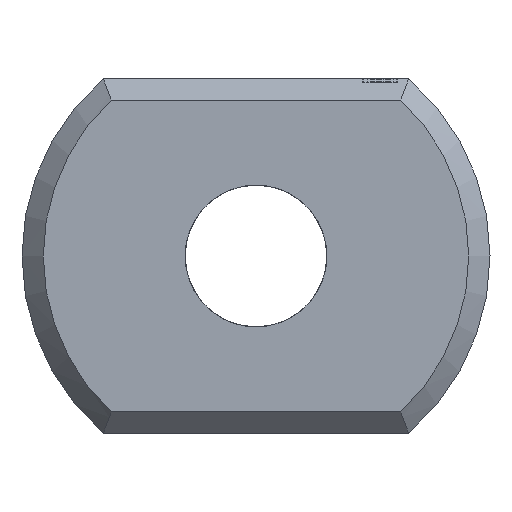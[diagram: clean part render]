
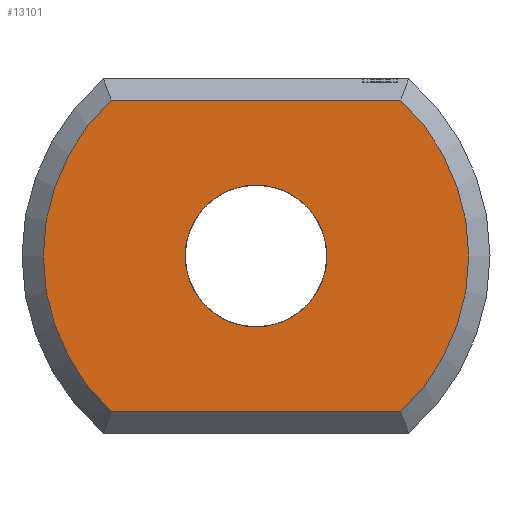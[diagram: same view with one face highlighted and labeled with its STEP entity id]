
A CAD part, left-side view. The second image highlights one B-rep face of the part: STEP entity #13101.
In plain terms, the highlighted planar face has unit normal (-1, 0, 0).
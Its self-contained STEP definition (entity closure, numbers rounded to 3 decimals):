
#298 = PLANE('',#299);
#299 = AXIS2_PLACEMENT_3D('',#300,#301,#302);
#300 = CARTESIAN_POINT('',(0.15,-2.154,-2.35));
#301 = DIRECTION('',(-0.707,0.,-0.707));
#302 = DIRECTION('',(0.,-1.,0.));
#725 = CONICAL_SURFACE('',#726,3.3,0.785);
#726 = AXIS2_PLACEMENT_3D('',#727,#728,#729);
#727 = CARTESIAN_POINT('',(0.3,0.,0.));
#728 = DIRECTION('',(1.,0.,0.));
#729 = DIRECTION('',(0.,0.653,-0.758));
#872 = CONICAL_SURFACE('',#873,3.3,0.785);
#873 = AXIS2_PLACEMENT_3D('',#874,#875,#876);
#874 = CARTESIAN_POINT('',(0.3,0.,0.));
#875 = DIRECTION('',(1.,0.,0.));
#876 = DIRECTION('',(0.,-0.653,0.758));
#909 = VERTEX_POINT('',#910);
#910 = CARTESIAN_POINT('',(0.,-2.04,-2.2));
#937 = VERTEX_POINT('',#938);
#938 = CARTESIAN_POINT('',(0.,2.04,-2.2));
#963 = EDGE_CURVE('',#909,#937,#964,.T.);
#964 = SURFACE_CURVE('',#965,(#969,#976),.PCURVE_S1.);
#965 = LINE('',#966,#967);
#966 = CARTESIAN_POINT('',(0.,-2.154,-2.2));
#967 = VECTOR('',#968,1.);
#968 = DIRECTION('',(0.,1.,0.));
#969 = PCURVE('',#298,#970);
#970 = DEFINITIONAL_REPRESENTATION('',(#971),#975);
#971 = LINE('',#972,#973);
#972 = CARTESIAN_POINT('',(0.,0.212));
#973 = VECTOR('',#974,1.);
#974 = DIRECTION('',(-1.,0.));
#975 = ( GEOMETRIC_REPRESENTATION_CONTEXT(2) 
PARAMETRIC_REPRESENTATION_CONTEXT() REPRESENTATION_CONTEXT('2D SPACE',''
  ) );
#976 = PCURVE('',#977,#982);
#977 = PLANE('',#978);
#978 = AXIS2_PLACEMENT_3D('',#979,#980,#981);
#979 = CARTESIAN_POINT('',(0.,0.,
    0.));
#980 = DIRECTION('',(1.,0.,0.));
#981 = DIRECTION('',(0.,0.,1.));
#982 = DEFINITIONAL_REPRESENTATION('',(#983),#987);
#983 = LINE('',#984,#985);
#984 = CARTESIAN_POINT('',(-2.2,2.154));
#985 = VECTOR('',#986,1.);
#986 = DIRECTION('',(0.,-1.));
#987 = ( GEOMETRIC_REPRESENTATION_CONTEXT(2) 
PARAMETRIC_REPRESENTATION_CONTEXT() REPRESENTATION_CONTEXT('2D SPACE',''
  ) );
#1763 = PLANE('',#1764);
#1764 = AXIS2_PLACEMENT_3D('',#1765,#1766,#1767);
#1765 = CARTESIAN_POINT('',(0.15,-2.154,2.35));
#1766 = DIRECTION('',(0.707,0.,-0.707
    ));
#1767 = DIRECTION('',(0.,-1.,0.));
#12888 = VERTEX_POINT('',#12889);
#12889 = CARTESIAN_POINT('',(0.,2.04,2.2));
#12914 = EDGE_CURVE('',#937,#12888,#12915,.T.);
#12915 = SURFACE_CURVE('',#12916,(#12921,#12928),.PCURVE_S1.);
#12916 = CIRCLE('',#12917,3.);
#12917 = AXIS2_PLACEMENT_3D('',#12918,#12919,#12920);
#12918 = CARTESIAN_POINT('',(0.,0.,
    0.));
#12919 = DIRECTION('',(1.,0.,0.));
#12920 = DIRECTION('',(0.,0.653,-0.758)
  );
#12921 = PCURVE('',#725,#12922);
#12922 = DEFINITIONAL_REPRESENTATION('',(#12923),#12927);
#12923 = LINE('',#12924,#12925);
#12924 = CARTESIAN_POINT('',(0.,-0.3));
#12925 = VECTOR('',#12926,1.);
#12926 = DIRECTION('',(1.,-0.));
#12927 = ( GEOMETRIC_REPRESENTATION_CONTEXT(2) 
PARAMETRIC_REPRESENTATION_CONTEXT() REPRESENTATION_CONTEXT('2D SPACE',''
  ) );
#12928 = PCURVE('',#977,#12929);
#12929 = DEFINITIONAL_REPRESENTATION('',(#12930),#12934);
#12930 = CIRCLE('',#12931,3.);
#12931 = AXIS2_PLACEMENT_2D('',#12932,#12933);
#12932 = CARTESIAN_POINT('',(0.,0.));
#12933 = DIRECTION('',(-0.758,-0.653));
#12934 = ( GEOMETRIC_REPRESENTATION_CONTEXT(2) 
PARAMETRIC_REPRESENTATION_CONTEXT() REPRESENTATION_CONTEXT('2D SPACE',''
  ) );
#13052 = VERTEX_POINT('',#13053);
#13053 = CARTESIAN_POINT('',(0.,-2.04,2.2));
#13080 = EDGE_CURVE('',#13052,#909,#13081,.T.);
#13081 = SURFACE_CURVE('',#13082,(#13087,#13094),.PCURVE_S1.);
#13082 = CIRCLE('',#13083,3.);
#13083 = AXIS2_PLACEMENT_3D('',#13084,#13085,#13086);
#13084 = CARTESIAN_POINT('',(0.,0.,
    0.));
#13085 = DIRECTION('',(1.,0.,0.));
#13086 = DIRECTION('',(0.,-0.653,0.758)
  );
#13087 = PCURVE('',#872,#13088);
#13088 = DEFINITIONAL_REPRESENTATION('',(#13089),#13093);
#13089 = LINE('',#13090,#13091);
#13090 = CARTESIAN_POINT('',(0.,-0.3));
#13091 = VECTOR('',#13092,1.);
#13092 = DIRECTION('',(1.,-0.));
#13093 = ( GEOMETRIC_REPRESENTATION_CONTEXT(2) 
PARAMETRIC_REPRESENTATION_CONTEXT() REPRESENTATION_CONTEXT('2D SPACE',''
  ) );
#13094 = PCURVE('',#977,#13095);
#13095 = DEFINITIONAL_REPRESENTATION('',(#13096),#13100);
#13096 = CIRCLE('',#13097,3.);
#13097 = AXIS2_PLACEMENT_2D('',#13098,#13099);
#13098 = CARTESIAN_POINT('',(0.,0.));
#13099 = DIRECTION('',(0.758,0.653));
#13100 = ( GEOMETRIC_REPRESENTATION_CONTEXT(2) 
PARAMETRIC_REPRESENTATION_CONTEXT() REPRESENTATION_CONTEXT('2D SPACE',''
  ) );
#13101 = ADVANCED_FACE('',(#13102,#13128),#977,.F.);
#13102 = FACE_BOUND('',#13103,.F.);
#13103 = EDGE_LOOP('',(#13104,#13105,#13126,#13127));
#13104 = ORIENTED_EDGE('',*,*,#12914,.T.);
#13105 = ORIENTED_EDGE('',*,*,#13106,.F.);
#13106 = EDGE_CURVE('',#13052,#12888,#13107,.T.);
#13107 = SURFACE_CURVE('',#13108,(#13112,#13119),.PCURVE_S1.);
#13108 = LINE('',#13109,#13110);
#13109 = CARTESIAN_POINT('',(0.,-2.154,2.2));
#13110 = VECTOR('',#13111,1.);
#13111 = DIRECTION('',(0.,1.,0.));
#13112 = PCURVE('',#977,#13113);
#13113 = DEFINITIONAL_REPRESENTATION('',(#13114),#13118);
#13114 = LINE('',#13115,#13116);
#13115 = CARTESIAN_POINT('',(2.2,2.154));
#13116 = VECTOR('',#13117,1.);
#13117 = DIRECTION('',(0.,-1.));
#13118 = ( GEOMETRIC_REPRESENTATION_CONTEXT(2) 
PARAMETRIC_REPRESENTATION_CONTEXT() REPRESENTATION_CONTEXT('2D SPACE',''
  ) );
#13119 = PCURVE('',#1763,#13120);
#13120 = DEFINITIONAL_REPRESENTATION('',(#13121),#13125);
#13121 = LINE('',#13122,#13123);
#13122 = CARTESIAN_POINT('',(0.,0.212));
#13123 = VECTOR('',#13124,1.);
#13124 = DIRECTION('',(-1.,0.));
#13125 = ( GEOMETRIC_REPRESENTATION_CONTEXT(2) 
PARAMETRIC_REPRESENTATION_CONTEXT() REPRESENTATION_CONTEXT('2D SPACE',''
  ) );
#13126 = ORIENTED_EDGE('',*,*,#13080,.T.);
#13127 = ORIENTED_EDGE('',*,*,#963,.T.);
#13128 = FACE_BOUND('',#13129,.T.);
#13129 = EDGE_LOOP('',(#13130));
#13130 = ORIENTED_EDGE('',*,*,#13131,.T.);
#13131 = EDGE_CURVE('',#13132,#13132,#13134,.T.);
#13132 = VERTEX_POINT('',#13133);
#13133 = CARTESIAN_POINT('',(0.,1.,0.));
#13134 = SURFACE_CURVE('',#13135,(#13140,#13147),.PCURVE_S1.);
#13135 = CIRCLE('',#13136,1.);
#13136 = AXIS2_PLACEMENT_3D('',#13137,#13138,#13139);
#13137 = CARTESIAN_POINT('',(0.,0.,0.));
#13138 = DIRECTION('',(1.,0.,0.));
#13139 = DIRECTION('',(0.,1.,0.));
#13140 = PCURVE('',#977,#13141);
#13141 = DEFINITIONAL_REPRESENTATION('',(#13142),#13146);
#13142 = CIRCLE('',#13143,1.);
#13143 = AXIS2_PLACEMENT_2D('',#13144,#13145);
#13144 = CARTESIAN_POINT('',(0.,0.));
#13145 = DIRECTION('',(0.,-1.));
#13146 = ( GEOMETRIC_REPRESENTATION_CONTEXT(2) 
PARAMETRIC_REPRESENTATION_CONTEXT() REPRESENTATION_CONTEXT('2D SPACE',''
  ) );
#13147 = PCURVE('',#13148,#13153);
#13148 = CYLINDRICAL_SURFACE('',#13149,1.);
#13149 = AXIS2_PLACEMENT_3D('',#13150,#13151,#13152);
#13150 = CARTESIAN_POINT('',(0.,0.,0.));
#13151 = DIRECTION('',(-1.,0.,0.));
#13152 = DIRECTION('',(0.,1.,0.));
#13153 = DEFINITIONAL_REPRESENTATION('',(#13154),#13158);
#13154 = LINE('',#13155,#13156);
#13155 = CARTESIAN_POINT('',(-0.,0.));
#13156 = VECTOR('',#13157,1.);
#13157 = DIRECTION('',(-1.,0.));
#13158 = ( GEOMETRIC_REPRESENTATION_CONTEXT(2) 
PARAMETRIC_REPRESENTATION_CONTEXT() REPRESENTATION_CONTEXT('2D SPACE',''
  ) );
